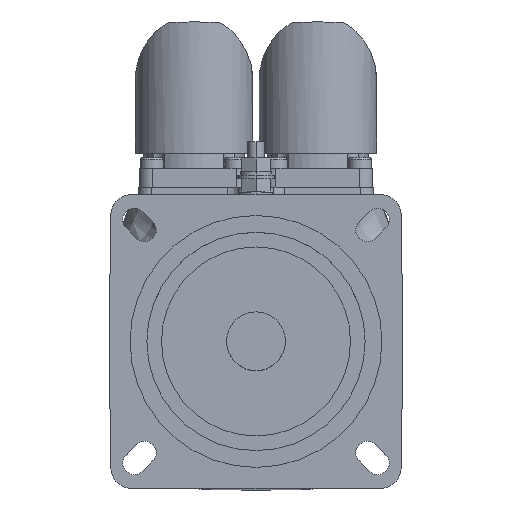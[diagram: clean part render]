
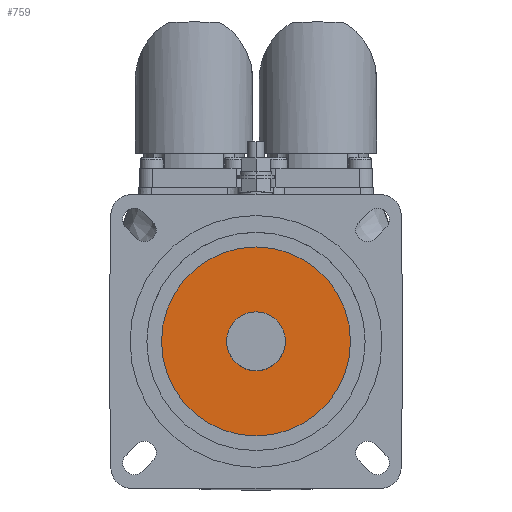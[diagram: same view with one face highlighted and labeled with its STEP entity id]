
A CAD part, top view. The second image highlights one B-rep face of the part: STEP entity #759.
In plain terms, the highlighted planar face has unit normal (0, 0, 1).
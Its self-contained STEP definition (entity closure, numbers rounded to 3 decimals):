
#759=ADVANCED_FACE('NONE',(#1815,#1816),#1817,.T.);
#1815=FACE_OUTER_BOUND('',#3470,.T.);
#1816=FACE_BOUND('',#3471,.T.);
#1817=PLANE('',#3472);
#3470=EDGE_LOOP('',(#6841,#6842));
#3471=EDGE_LOOP('',(#6843,#6844));
#3472=AXIS2_PLACEMENT_3D('',#6845,#6846,#6847);
#6841=ORIENTED_EDGE('',*,*,#9648,.T.);
#6842=ORIENTED_EDGE('',*,*,#9674,.T.);
#6843=ORIENTED_EDGE('',*,*,#9666,.F.);
#6844=ORIENTED_EDGE('',*,*,#9661,.F.);
#6845=CARTESIAN_POINT('',(0.0,22.5,7.5));
#6846=DIRECTION('',(-0.0,0.0,1.0));
#6847=DIRECTION('',(1.0,-0.0,0.0));
#9648=EDGE_CURVE('NONE',#11306,#11310,#11312,.T.);
#9661=EDGE_CURVE('NONE',#11332,#11335,#11336,.T.);
#9666=EDGE_CURVE('NONE',#11335,#11332,#11342,.T.);
#9674=EDGE_CURVE('NONE',#11310,#11306,#11350,.T.);
#11306=VERTEX_POINT('NONE',#13684);
#11310=VERTEX_POINT('',#13689);
#11312=CIRCLE('',#13692,22.5);
#11332=VERTEX_POINT('',#13716);
#11335=VERTEX_POINT('NONE',#13720);
#11336=CIRCLE('',#13721,7.0);
#11342=CIRCLE('',#13728,7.0);
#11350=CIRCLE('',#13736,22.5);
#13684=CARTESIAN_POINT('',(22.5,0.0,7.5));
#13689=CARTESIAN_POINT('',(-22.5,0.,7.5));
#13692=AXIS2_PLACEMENT_3D('',#17535,#17536,#17537);
#13716=CARTESIAN_POINT('',(7.0,0.,7.5));
#13720=CARTESIAN_POINT('',(-7.0,0.,7.5));
#13721=AXIS2_PLACEMENT_3D('',#17555,#17556,#17557);
#13728=AXIS2_PLACEMENT_3D('',#17565,#17566,#17567);
#13736=AXIS2_PLACEMENT_3D('',#17580,#17581,#17582);
#17535=CARTESIAN_POINT('',(0.0,0.0,7.5));
#17536=DIRECTION('',(0.0,-0.0,1.0));
#17537=DIRECTION('',(1.0,0.0,0.0));
#17555=CARTESIAN_POINT('',(0.0,0.0,7.5));
#17556=DIRECTION('',(0.0,-0.0,1.0));
#17557=DIRECTION('',(1.0,0.0,0.0));
#17565=CARTESIAN_POINT('',(0.0,0.0,7.5));
#17566=DIRECTION('',(0.0,-0.0,1.0));
#17567=DIRECTION('',(1.0,0.0,0.0));
#17580=CARTESIAN_POINT('',(0.0,0.0,7.5));
#17581=DIRECTION('',(0.0,-0.0,1.0));
#17582=DIRECTION('',(1.0,0.0,0.0));
